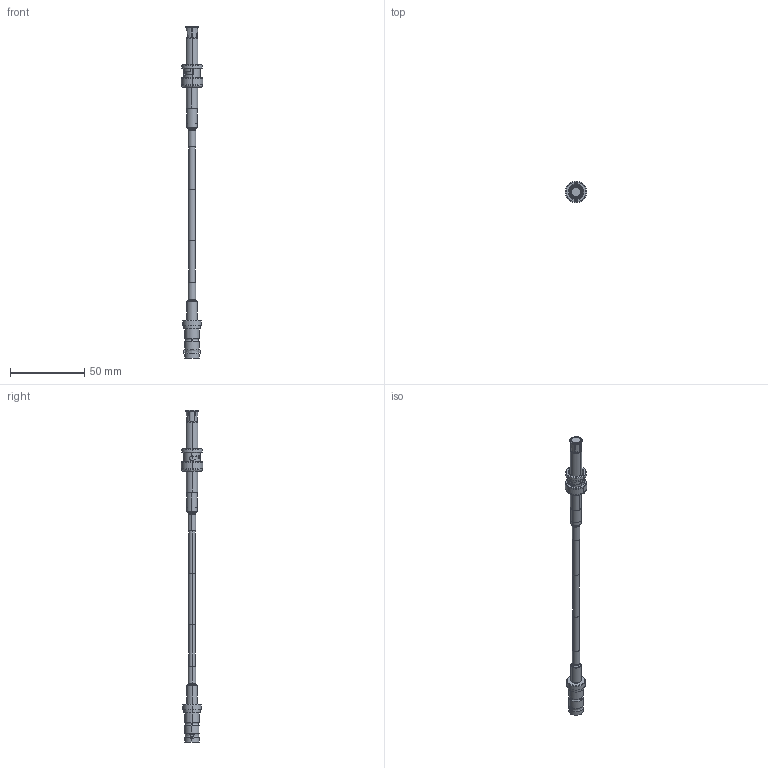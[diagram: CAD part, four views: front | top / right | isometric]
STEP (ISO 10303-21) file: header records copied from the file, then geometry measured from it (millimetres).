
FILE_DESCRIPTION (( 'STEP AP214' ), '1' );
FILE_NAME ('FMCA9787_3D.step', '2024-07-29T14:44:28', ( '' ), ( '' ), 'SwSTEP 2.0', 'SolidWorks 2022', '' );
FILE_SCHEMA (( 'AUTOMOTIVE_DESIGN' ));
Length unit declared in the file: inch
Products named in the file (5): FMCN45900; RG303／U_5 Inch Length with Lable; Heat Shrink^FMCA9787_1" Long; FMCA9787_3D; FMCN45836
Assembly tree (5 placements, depth 2):
  FMCA9787_3D
    RG303／U_5 Inch Length with Lable
    FMCN45836
    FMCN45900
    Heat Shrink^FMCA9787_1" Long  x2
Bounding box: 14.5 x 14.5 x 223.17 mm (x, y, z)
Volume: 7891.1 mm3; surface area: 9203.1 mm2
Topology: 6 solids, 7 shells, 334 faces, 802 edges, 507 vertices
Faces by surface type: cylinder 137, plane 102, cone 59, bspline 18, torus 18
Entity records: 10437 total; most frequent: CARTESIAN_POINT 2975, DIRECTION 1548, ORIENTED_EDGE 1516, EDGE_CURVE 758, AXIS2_PLACEMENT_3D 660, VERTEX_POINT 483, CIRCLE 358, EDGE_LOOP 345
